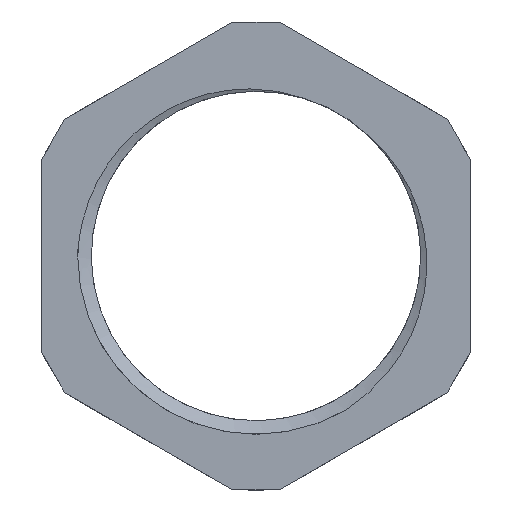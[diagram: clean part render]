
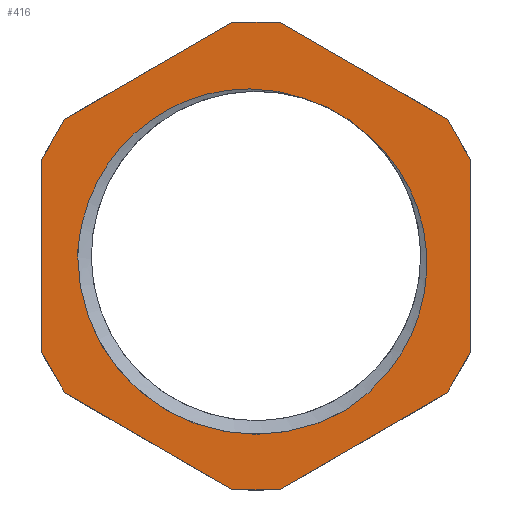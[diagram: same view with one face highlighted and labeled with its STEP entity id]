
A CAD part, top view. The second image highlights one B-rep face of the part: STEP entity #416.
In plain terms, the highlighted planar face has unit normal (0, 0, 1).
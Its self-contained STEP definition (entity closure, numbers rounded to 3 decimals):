
#16=FACE_BOUND('',#164,.T.);
#35=LINE('',#1127,#59);
#38=LINE('',#1141,#62);
#40=LINE('',#1147,#64);
#42=LINE('',#1159,#66);
#44=LINE('',#1165,#68);
#46=LINE('',#1177,#70);
#48=LINE('',#1183,#72);
#50=LINE('',#1196,#74);
#53=LINE('',#1209,#77);
#54=LINE('',#1214,#78);
#57=LINE('',#1227,#81);
#58=LINE('',#1230,#82);
#59=VECTOR('',#479,10.);
#62=VECTOR('',#484,10.);
#64=VECTOR('',#490,10.);
#66=VECTOR('',#494,10.);
#68=VECTOR('',#500,10.);
#70=VECTOR('',#504,10.);
#72=VECTOR('',#510,10.);
#74=VECTOR('',#514,10.);
#77=VECTOR('',#519,10.);
#78=VECTOR('',#524,10.);
#81=VECTOR('',#529,10.);
#82=VECTOR('',#534,10.);
#96=PLANE('',#462);
#98=CIRCLE('',#427,9.23);
#99=CIRCLE('',#429,9.991);
#138=FACE_OUTER_BOUND('',#163,.T.);
#163=EDGE_LOOP('',(#375,#376,#377,#378,#379,#380,#381,#382,#383,#384,#385,
#386));
#164=EDGE_LOOP('',(#387,#388,#389,#390));
#167=B_SPLINE_CURVE_WITH_KNOTS('',3,(#765,#766,#767,#768,#769,#770,#771,
#772,#773,#774,#775,#776,#777),.UNSPECIFIED.,.F.,.F.,(4,3,3,3,4),(-1.8,
-1.42,-0.956,-0.483,0.),
 .UNSPECIFIED.);
#172=B_SPLINE_CURVE_WITH_KNOTS('',3,(#1108,#1109,#1110,#1111,#1112,#1113,
#1114,#1115,#1116,#1117,#1118,#1119,#1120),.UNSPECIFIED.,.F.,.F.,(4,3,3,
3,4),(-1.797,-1.394,-0.92,-0.455,
0.),.UNSPECIFIED.);
#175=VERTEX_POINT('',#729);
#176=VERTEX_POINT('',#764);
#178=VERTEX_POINT('',#815);
#180=VERTEX_POINT('',#1013);
#181=VERTEX_POINT('',#1125);
#182=VERTEX_POINT('',#1126);
#186=VERTEX_POINT('',#1140);
#188=VERTEX_POINT('',#1146);
#191=VERTEX_POINT('',#1158);
#193=VERTEX_POINT('',#1164);
#196=VERTEX_POINT('',#1176);
#198=VERTEX_POINT('',#1182);
#201=VERTEX_POINT('',#1194);
#202=VERTEX_POINT('',#1195);
#206=VERTEX_POINT('',#1212);
#207=VERTEX_POINT('',#1213);
#213=EDGE_CURVE('',#175,#176,#167,.T.);
#217=EDGE_CURVE('',#178,#175,#98,.T.);
#220=EDGE_CURVE('',#180,#178,#172,.T.);
#221=EDGE_CURVE('',#180,#176,#99,.T.);
#223=EDGE_CURVE('',#181,#182,#35,.T.);
#228=EDGE_CURVE('',#182,#186,#38,.T.);
#231=EDGE_CURVE('',#186,#188,#40,.T.);
#235=EDGE_CURVE('',#188,#191,#42,.T.);
#238=EDGE_CURVE('',#191,#193,#44,.T.);
#242=EDGE_CURVE('',#193,#196,#46,.T.);
#245=EDGE_CURVE('',#196,#198,#48,.T.);
#249=EDGE_CURVE('',#201,#202,#50,.T.);
#254=EDGE_CURVE('',#202,#181,#53,.T.);
#256=EDGE_CURVE('',#206,#207,#54,.T.);
#261=EDGE_CURVE('',#198,#206,#57,.T.);
#263=EDGE_CURVE('',#207,#201,#58,.T.);
#375=ORIENTED_EDGE('',*,*,#261,.T.);
#376=ORIENTED_EDGE('',*,*,#256,.T.);
#377=ORIENTED_EDGE('',*,*,#263,.T.);
#378=ORIENTED_EDGE('',*,*,#249,.T.);
#379=ORIENTED_EDGE('',*,*,#254,.T.);
#380=ORIENTED_EDGE('',*,*,#223,.T.);
#381=ORIENTED_EDGE('',*,*,#228,.T.);
#382=ORIENTED_EDGE('',*,*,#231,.T.);
#383=ORIENTED_EDGE('',*,*,#235,.T.);
#384=ORIENTED_EDGE('',*,*,#238,.T.);
#385=ORIENTED_EDGE('',*,*,#242,.T.);
#386=ORIENTED_EDGE('',*,*,#245,.T.);
#387=ORIENTED_EDGE('',*,*,#221,.T.);
#388=ORIENTED_EDGE('',*,*,#213,.F.);
#389=ORIENTED_EDGE('',*,*,#217,.F.);
#390=ORIENTED_EDGE('',*,*,#220,.F.);
#416=ADVANCED_FACE('',(#138,#16),#96,.T.);
#427=AXIS2_PLACEMENT_3D('',#850,#469,#470);
#429=AXIS2_PLACEMENT_3D('',#1122,#473,#474);
#462=AXIS2_PLACEMENT_3D('',#1245,#563,#564);
#469=DIRECTION('center_axis',(0.,0.,1.));
#470=DIRECTION('ref_axis',(-1.,0.,0.));
#473=DIRECTION('center_axis',(0.,0.,-1.));
#474=DIRECTION('ref_axis',(-1.,0.,0.));
#479=DIRECTION('',(0.866,0.5,0.));
#484=DIRECTION('',(0.5,0.866,0.));
#490=DIRECTION('',(0.,1.,0.));
#494=DIRECTION('',(-0.5,0.866,0.));
#500=DIRECTION('',(-0.866,0.5,0.));
#504=DIRECTION('',(-1.,0.,0.));
#510=DIRECTION('',(-0.866,-0.5,0.));
#514=DIRECTION('',(0.866,-0.5,0.));
#519=DIRECTION('',(1.,0.,0.));
#524=DIRECTION('',(0.,-1.,0.));
#529=DIRECTION('',(-0.5,-0.866,0.));
#534=DIRECTION('',(0.5,-0.866,0.));
#563=DIRECTION('center_axis',(0.,0.,1.));
#564=DIRECTION('ref_axis',(1.,0.,0.));
#729=CARTESIAN_POINT('',(2.668,8.836,3.5));
#764=CARTESIAN_POINT('',(-9.991,0.,3.5));
#765=CARTESIAN_POINT('Ctrl Pts',(2.668,8.836,3.5));
#766=CARTESIAN_POINT('Ctrl Pts',(1.475,9.254,3.5));
#767=CARTESIAN_POINT('Ctrl Pts',(0.202,9.424,3.5));
#768=CARTESIAN_POINT('Ctrl Pts',(-1.057,9.337,3.5));
#769=CARTESIAN_POINT('Ctrl Pts',(-2.594,9.23,3.5));
#770=CARTESIAN_POINT('Ctrl Pts',(-4.103,8.737,3.5));
#771=CARTESIAN_POINT('Ctrl Pts',(-5.408,7.926,3.5));
#772=CARTESIAN_POINT('Ctrl Pts',(-6.74,7.097,3.5));
#773=CARTESIAN_POINT('Ctrl Pts',(-7.868,5.932,3.5));
#774=CARTESIAN_POINT('Ctrl Pts',(-8.659,4.575,3.5));
#775=CARTESIAN_POINT('Ctrl Pts',(-9.466,3.19,3.5));
#776=CARTESIAN_POINT('Ctrl Pts',(-9.925,1.608,3.5));
#777=CARTESIAN_POINT('Ctrl Pts',(-9.991,0.,3.5));
#815=CARTESIAN_POINT('',(6.318,6.728,3.5));
#850=CARTESIAN_POINT('Origin',(0.,0.,3.5));
#1013=CARTESIAN_POINT('',(4.995,-8.652,3.5));
#1108=CARTESIAN_POINT('Ctrl Pts',(4.995,-8.653,3.5));
#1109=CARTESIAN_POINT('Ctrl Pts',(6.131,-7.932,3.5));
#1110=CARTESIAN_POINT('Ctrl Pts',(7.117,-6.985,3.5));
#1111=CARTESIAN_POINT('Ctrl Pts',(7.874,-5.878,3.5));
#1112=CARTESIAN_POINT('Ctrl Pts',(8.765,-4.575,3.5));
#1113=CARTESIAN_POINT('Ctrl Pts',(9.335,-3.052,3.5));
#1114=CARTESIAN_POINT('Ctrl Pts',(9.512,-1.489,3.5));
#1115=CARTESIAN_POINT('Ctrl Pts',(9.686,0.045,3.5));
#1116=CARTESIAN_POINT('Ctrl Pts',(9.482,1.625,3.5));
#1117=CARTESIAN_POINT('Ctrl Pts',(8.918,3.063,3.5));
#1118=CARTESIAN_POINT('Ctrl Pts',(8.365,4.47,3.5));
#1119=CARTESIAN_POINT('Ctrl Pts',(7.469,5.74,3.5));
#1120=CARTESIAN_POINT('Ctrl Pts',(6.318,6.728,3.5));
#1122=CARTESIAN_POINT('Origin',(0.,0.,3.5));
#1125=CARTESIAN_POINT('',(1.3,-13.106,3.5));
#1126=CARTESIAN_POINT('',(10.7,-7.679,3.5));
#1127=CARTESIAN_POINT('',(11.191,-7.395,3.5));
#1140=CARTESIAN_POINT('',(12.,-5.427,3.5));
#1141=CARTESIAN_POINT('',(11.675,-5.99,3.5));
#1146=CARTESIAN_POINT('',(12.,5.427,3.5));
#1147=CARTESIAN_POINT('',(12.,-0.568,3.5));
#1158=CARTESIAN_POINT('',(10.7,7.679,3.5));
#1159=CARTESIAN_POINT('',(13.866,2.194,3.5));
#1164=CARTESIAN_POINT('',(1.3,13.106,3.5));
#1165=CARTESIAN_POINT('',(9.333,8.468,3.5));
#1176=CARTESIAN_POINT('',(-1.3,13.106,3.5));
#1177=CARTESIAN_POINT('',(5.033,13.106,3.5));
#1182=CARTESIAN_POINT('',(-10.7,7.679,3.5));
#1183=CARTESIAN_POINT('',(-5.508,10.676,3.5));
#1194=CARTESIAN_POINT('',(-10.7,-7.679,3.5));
#1195=CARTESIAN_POINT('',(-1.3,-13.106,3.5));
#1196=CARTESIAN_POINT('',(2.033,-15.03,3.5));
#1209=CARTESIAN_POINT('',(6.333,-13.106,3.5));
#1212=CARTESIAN_POINT('',(-12.,5.427,3.5));
#1213=CARTESIAN_POINT('',(-12.,-5.427,3.5));
#1214=CARTESIAN_POINT('',(-12.,-5.994,3.5));
#1227=CARTESIAN_POINT('',(-11.675,5.99,3.5));
#1230=CARTESIAN_POINT('',(-8.183,-12.037,3.5));
#1245=CARTESIAN_POINT('Origin',(11.366,-6.562,3.5));
